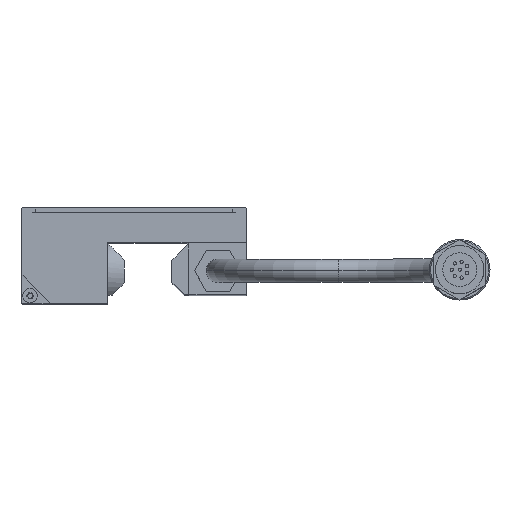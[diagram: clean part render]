
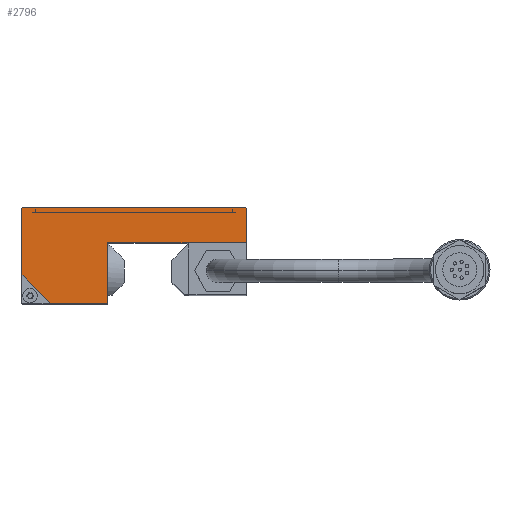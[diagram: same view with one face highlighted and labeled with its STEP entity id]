
A CAD part, top view. The second image highlights one B-rep face of the part: STEP entity #2796.
In plain terms, the highlighted planar face has unit normal (0, 0, 1).
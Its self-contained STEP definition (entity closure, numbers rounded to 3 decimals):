
#2096 = EDGE_CURVE( '', #2522, #3386, #6099, .T. );
#2220 = EDGE_CURVE( '', #4198, #5294, #6243, .T. );
#2522 = VERTEX_POINT( '', #6575 );
#2650 = EDGE_CURVE( '', #3386, #3464, #6716, .T. );
#2652 = VERTEX_POINT( '', #6718 );
#2796 = ADVANCED_FACE( '', ( #6887 ), #6888, .T. );
#2874 = EDGE_CURVE( '', #5884, #2522, #6972, .T. );
#2958 = EDGE_CURVE( '', #3464, #4198, #7063, .T. );
#3182 = VERTEX_POINT( '', #7311 );
#3382 = EDGE_CURVE( '', #3182, #2652, #7530, .T. );
#3386 = VERTEX_POINT( '', #7534 );
#3406 = EDGE_CURVE( '', #2652, #5884, #7555, .T. );
#3464 = VERTEX_POINT( '', #7618 );
#3576 = EDGE_CURVE( '', #4062, #4014, #7741, .T. );
#4014 = VERTEX_POINT( '', #8242 );
#4062 = VERTEX_POINT( '', #8293 );
#4198 = VERTEX_POINT( '', #8444 );
#4690 = EDGE_CURVE( '', #4014, #3182, #8991, .T. );
#5294 = VERTEX_POINT( '', #9653 );
#5396 = EDGE_CURVE( '', #5294, #4062, #9766, .T. );
#5884 = VERTEX_POINT( '', #10312 );
#6099 = LINE( '', #10561, #10562 );
#6243 = LINE( '', #10749, #10750 );
#6575 = CARTESIAN_POINT( '', ( 24.3, 19.4, 0. ) );
#6716 = LINE( '', #11376, #11377 );
#6718 = CARTESIAN_POINT( '', ( -10., 4.45, 0. ) );
#6887 = FACE_OUTER_BOUND( '', #11598, .T. );
#6888 = PLANE( '', #11599 );
#6972 = LINE( '', #11713, #11714 );
#7063 = LINE( '', #11830, #11831 );
#7311 = CARTESIAN_POINT( '', ( -10.1, 4.35, 0. ) );
#7530 = LINE( '', #12458, #12459 );
#7534 = CARTESIAN_POINT( '', ( 24.3, 27.9, 0. ) );
#7555 = LINE( '', #12489, #12490 );
#7618 = CARTESIAN_POINT( '', ( 24.2, 28., 0. ) );
#7741 = LINE( '', #12734, #12735 );
#8242 = CARTESIAN_POINT( '', ( -24.3, 4.35, 0. ) );
#8293 = CARTESIAN_POINT( '', ( -31.3, 11.35, 0. ) );
#8444 = CARTESIAN_POINT( '', ( -31.2, 28., 0. ) );
#8991 = LINE( '', #14374, #14375 );
#9653 = CARTESIAN_POINT( '', ( -31.3, 27.9, 0. ) );
#9766 = LINE( '', #15441, #15442 );
#10312 = CARTESIAN_POINT( '', ( -10., 19.4, 0. ) );
#10561 = CARTESIAN_POINT( '', ( 24.3, 6.55, 0. ) );
#10562 = VECTOR( '', #16415, 1. );
#10749 = CARTESIAN_POINT( '', ( -31.2, 28., 0. ) );
#10750 = VECTOR( '', #16632, 1. );
#11376 = CARTESIAN_POINT( '', ( 24.3, 27.9, 0. ) );
#11377 = VECTOR( '', #17230, 1. );
#11598 = EDGE_LOOP( '', ( #17469, #17470, #17471, #17472, #17473, #17474, #17475, #17476, #17477, #17478 ) );
#11599 = AXIS2_PLACEMENT_3D( '', #17479, #17480, #17481 );
#11713 = CARTESIAN_POINT( '', ( -10., 19.4, 0. ) );
#11714 = VECTOR( '', #17584, 1. );
#11830 = CARTESIAN_POINT( '', ( 24.2, 28., 0. ) );
#11831 = VECTOR( '', #17692, 1. );
#12458 = CARTESIAN_POINT( '', ( -10.1, 4.35, 0. ) );
#12459 = VECTOR( '', #18225, 1. );
#12489 = CARTESIAN_POINT( '', ( -10., 4.45, 0. ) );
#12490 = VECTOR( '', #18241, 1. );
#12734 = CARTESIAN_POINT( '', ( -17.138, -2.813, 0. ) );
#12735 = VECTOR( '', #18428, 1. );
#14374 = CARTESIAN_POINT( '', ( -31.2, 4.35, 0. ) );
#14375 = VECTOR( '', #20002, 1. );
#15441 = CARTESIAN_POINT( '', ( -31.3, 27.9, 0. ) );
#15442 = VECTOR( '', #20912, 1. );
#16415 = DIRECTION( '', ( 0., 1., 0. ) );
#16632 = DIRECTION( '', ( -0.707, -0.707, 0. ) );
#17230 = DIRECTION( '', ( -0.707, 0.707, 0. ) );
#17469 = ORIENTED_EDGE( '', *, *, #3576, .T. );
#17470 = ORIENTED_EDGE( '', *, *, #4690, .T. );
#17471 = ORIENTED_EDGE( '', *, *, #3382, .T. );
#17472 = ORIENTED_EDGE( '', *, *, #3406, .T. );
#17473 = ORIENTED_EDGE( '', *, *, #2874, .T. );
#17474 = ORIENTED_EDGE( '', *, *, #2096, .T. );
#17475 = ORIENTED_EDGE( '', *, *, #2650, .T. );
#17476 = ORIENTED_EDGE( '', *, *, #2958, .T. );
#17477 = ORIENTED_EDGE( '', *, *, #2220, .T. );
#17478 = ORIENTED_EDGE( '', *, *, #5396, .T. );
#17479 = CARTESIAN_POINT( '', ( 0., 0., 0. ) );
#17480 = DIRECTION( '', ( 0., 0., 1. ) );
#17481 = DIRECTION( '', ( 1., 0., 0. ) );
#17584 = DIRECTION( '', ( 1., 0., 0. ) );
#17692 = DIRECTION( '', ( -1., 0., 0. ) );
#18225 = DIRECTION( '', ( 0.707, 0.707, 0. ) );
#18241 = DIRECTION( '', ( 0., 1., 0. ) );
#18428 = DIRECTION( '', ( 0.707, -0.707, 0. ) );
#20002 = DIRECTION( '', ( 1., 0., 0. ) );
#20912 = DIRECTION( '', ( 0., -1., 0. ) );
